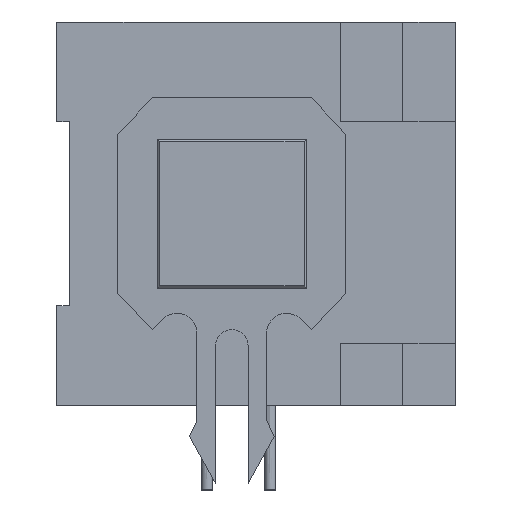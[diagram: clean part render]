
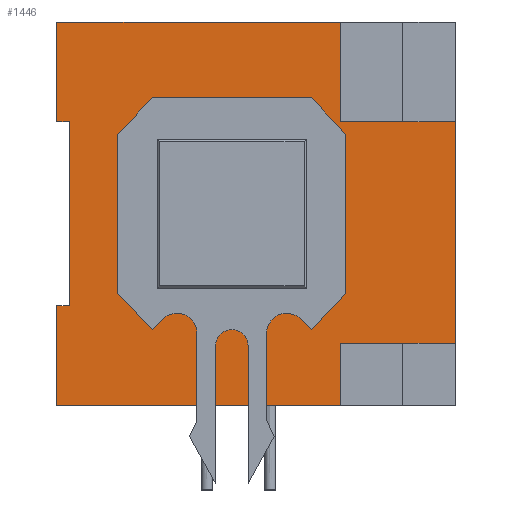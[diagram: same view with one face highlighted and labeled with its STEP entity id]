
A CAD part, left-side view. The second image highlights one B-rep face of the part: STEP entity #1446.
In plain terms, the highlighted planar face has unit normal (-1, 0, 0).
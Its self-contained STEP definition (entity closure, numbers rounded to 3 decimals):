
#1446 = ADVANCED_FACE( '', ( #3492, #3493 ), #3494, .T. );
#3492 = FACE_OUTER_BOUND( '', #6314, .T. );
#3493 = FACE_BOUND( '', #6315, .T. );
#3494 = PLANE( '', #6316 );
#6314 = EDGE_LOOP( '', ( #14861, #14862, #14863, #14864, #14865, #14866, #14867, #14868, #14869, #14870, #14871, #14872 ) );
#6315 = EDGE_LOOP( '', ( #14873, #14874, #14875, #14876 ) );
#6316 = AXIS2_PLACEMENT_3D( '', #14877, #14878, #14879 );
#14861 = ORIENTED_EDGE( '', *, *, #23929, .T. );
#14862 = ORIENTED_EDGE( '', *, *, #23930, .T. );
#14863 = ORIENTED_EDGE( '', *, *, #23931, .T. );
#14864 = ORIENTED_EDGE( '', *, *, #23932, .F. );
#14865 = ORIENTED_EDGE( '', *, *, #23933, .F. );
#14866 = ORIENTED_EDGE( '', *, *, #23934, .T. );
#14867 = ORIENTED_EDGE( '', *, *, #23935, .F. );
#14868 = ORIENTED_EDGE( '', *, *, #23936, .F. );
#14869 = ORIENTED_EDGE( '', *, *, #23937, .T. );
#14870 = ORIENTED_EDGE( '', *, *, #23938, .T. );
#14871 = ORIENTED_EDGE( '', *, *, #23939, .F. );
#14872 = ORIENTED_EDGE( '', *, *, #23940, .F. );
#14873 = ORIENTED_EDGE( '', *, *, #23941, .T. );
#14874 = ORIENTED_EDGE( '', *, *, #23942, .T. );
#14875 = ORIENTED_EDGE( '', *, *, #23943, .T. );
#14876 = ORIENTED_EDGE( '', *, *, #23944, .T. );
#14877 = CARTESIAN_POINT( '', ( -6.075, 0., 0. ) );
#14878 = DIRECTION( '', ( -1., 0., 0. ) );
#14879 = DIRECTION( '', ( 0., 0., 1. ) );
#23929 = EDGE_CURVE( '', #27837, #27838, #27839, .T. );
#23930 = EDGE_CURVE( '', #27838, #27840, #27841, .T. );
#23931 = EDGE_CURVE( '', #27840, #27842, #27843, .T. );
#23932 = EDGE_CURVE( '', #27844, #27842, #27845, .T. );
#23933 = EDGE_CURVE( '', #27846, #27844, #27847, .T. );
#23934 = EDGE_CURVE( '', #27846, #27848, #27849, .T. );
#23935 = EDGE_CURVE( '', #27850, #27848, #27851, .T. );
#23936 = EDGE_CURVE( '', #27852, #27850, #27853, .T. );
#23937 = EDGE_CURVE( '', #27852, #27854, #27855, .T. );
#23938 = EDGE_CURVE( '', #27854, #27856, #27857, .T. );
#23939 = EDGE_CURVE( '', #27858, #27856, #27859, .T. );
#23940 = EDGE_CURVE( '', #27837, #27858, #27860, .T. );
#23941 = EDGE_CURVE( '', #27861, #27862, #27863, .T. );
#23942 = EDGE_CURVE( '', #27862, #27864, #27865, .T. );
#23943 = EDGE_CURVE( '', #27864, #27866, #27867, .T. );
#23944 = EDGE_CURVE( '', #27866, #27861, #27868, .T. );
#27837 = VERTEX_POINT( '', #33583 );
#27838 = VERTEX_POINT( '', #33584 );
#27839 = LINE( '', #33585, #33586 );
#27840 = VERTEX_POINT( '', #33587 );
#27841 = LINE( '', #33588, #33589 );
#27842 = VERTEX_POINT( '', #33590 );
#27843 = LINE( '', #33591, #33592 );
#27844 = VERTEX_POINT( '', #33593 );
#27845 = LINE( '', #33594, #33595 );
#27846 = VERTEX_POINT( '', #33596 );
#27847 = LINE( '', #33597, #33598 );
#27848 = VERTEX_POINT( '', #33599 );
#27849 = LINE( '', #33600, #33601 );
#27850 = VERTEX_POINT( '', #33602 );
#27851 = LINE( '', #33603, #33604 );
#27852 = VERTEX_POINT( '', #33605 );
#27853 = LINE( '', #33606, #33607 );
#27854 = VERTEX_POINT( '', #33608 );
#27855 = LINE( '', #33609, #33610 );
#27856 = VERTEX_POINT( '', #33611 );
#27857 = LINE( '', #33612, #33613 );
#27858 = VERTEX_POINT( '', #33614 );
#27859 = LINE( '', #33615, #33616 );
#27860 = LINE( '', #33617, #33618 );
#27861 = VERTEX_POINT( '', #33619 );
#27862 = VERTEX_POINT( '', #33620 );
#27863 = LINE( '', #33621, #33622 );
#27864 = VERTEX_POINT( '', #33623 );
#27865 = LINE( '', #33624, #33625 );
#27866 = VERTEX_POINT( '', #33626 );
#27867 = LINE( '', #33627, #33628 );
#27868 = LINE( '', #33629, #33630 );
#33583 = CARTESIAN_POINT( '', ( -6.075, 7.5, -3.7 ) );
#33584 = CARTESIAN_POINT( '', ( -6.075, 8., -3.7 ) );
#33585 = CARTESIAN_POINT( '', ( -6.075, 7.5, -3.7 ) );
#33586 = VECTOR( '', #41229, 1000. );
#33587 = CARTESIAN_POINT( '', ( -6.075, 8., -7.7 ) );
#33588 = CARTESIAN_POINT( '', ( -6.075, 8., 7.7 ) );
#33589 = VECTOR( '', #41230, 1000. );
#33590 = CARTESIAN_POINT( '', ( -6.075, -3.4, -7.7 ) );
#33591 = CARTESIAN_POINT( '', ( -6.075, 8., -7.7 ) );
#33592 = VECTOR( '', #41231, 1000. );
#33593 = CARTESIAN_POINT( '', ( -6.075, -3.4, -5.2 ) );
#33594 = CARTESIAN_POINT( '', ( -6.075, -3.4, -5.2 ) );
#33595 = VECTOR( '', #41232, 1000. );
#33596 = CARTESIAN_POINT( '', ( -6.075, -8., -5.2 ) );
#33597 = CARTESIAN_POINT( '', ( -6.075, -5.9, -5.2 ) );
#33598 = VECTOR( '', #41233, 1000. );
#33599 = CARTESIAN_POINT( '', ( -6.075, -8., 3.7 ) );
#33600 = CARTESIAN_POINT( '', ( -6.075, -8., -7.7 ) );
#33601 = VECTOR( '', #41234, 1000. );
#33602 = CARTESIAN_POINT( '', ( -6.075, -3.4, 3.7 ) );
#33603 = CARTESIAN_POINT( '', ( -6.075, -3.4, 3.7 ) );
#33604 = VECTOR( '', #41235, 1000. );
#33605 = CARTESIAN_POINT( '', ( -6.075, -3.4, 7.7 ) );
#33606 = CARTESIAN_POINT( '', ( -6.075, -3.4, 7.7 ) );
#33607 = VECTOR( '', #41236, 1000. );
#33608 = CARTESIAN_POINT( '', ( -6.075, 8., 7.7 ) );
#33609 = CARTESIAN_POINT( '', ( -6.075, -8., 7.7 ) );
#33610 = VECTOR( '', #41237, 1000. );
#33611 = CARTESIAN_POINT( '', ( -6.075, 8., 3.7 ) );
#33612 = CARTESIAN_POINT( '', ( -6.075, 8., 7.7 ) );
#33613 = VECTOR( '', #41238, 1000. );
#33614 = CARTESIAN_POINT( '', ( -6.075, 7.5, 3.7 ) );
#33615 = CARTESIAN_POINT( '', ( -6.075, 7.5, 3.7 ) );
#33616 = VECTOR( '', #41239, 1000. );
#33617 = CARTESIAN_POINT( '', ( -6.075, 7.5, -3.7 ) );
#33618 = VECTOR( '', #41240, 1000. );
#33619 = CARTESIAN_POINT( '', ( -6.075, -2.03, 3. ) );
#33620 = CARTESIAN_POINT( '', ( -6.075, -2.03, -3. ) );
#33621 = CARTESIAN_POINT( '', ( -6.075, -2.03, 3. ) );
#33622 = VECTOR( '', #41241, 1000. );
#33623 = CARTESIAN_POINT( '', ( -6.075, 3.97, -3. ) );
#33624 = CARTESIAN_POINT( '', ( -6.075, -2.03, -3. ) );
#33625 = VECTOR( '', #41242, 1000. );
#33626 = CARTESIAN_POINT( '', ( -6.075, 3.97, 3. ) );
#33627 = CARTESIAN_POINT( '', ( -6.075, 3.97, -3. ) );
#33628 = VECTOR( '', #41243, 1000. );
#33629 = CARTESIAN_POINT( '', ( -6.075, 3.97, 3. ) );
#33630 = VECTOR( '', #41244, 1000. );
#41229 = DIRECTION( '', ( 0., 1., 0. ) );
#41230 = DIRECTION( '', ( 0., 0., -1. ) );
#41231 = DIRECTION( '', ( 0., -1., 0. ) );
#41232 = DIRECTION( '', ( 0., 0., -1. ) );
#41233 = DIRECTION( '', ( 0., 1., 0. ) );
#41234 = DIRECTION( '', ( 0., 0., 1. ) );
#41235 = DIRECTION( '', ( 0., -1., 0. ) );
#41236 = DIRECTION( '', ( 0., 0., -1. ) );
#41237 = DIRECTION( '', ( 0., 1., 0. ) );
#41238 = DIRECTION( '', ( 0., 0., -1. ) );
#41239 = DIRECTION( '', ( 0., 1., 0. ) );
#41240 = DIRECTION( '', ( 0., 0., 1. ) );
#41241 = DIRECTION( '', ( 0., 0., -1. ) );
#41242 = DIRECTION( '', ( 0., 1., 0. ) );
#41243 = DIRECTION( '', ( 0., 0., 1. ) );
#41244 = DIRECTION( '', ( 0., -1., 0. ) );
